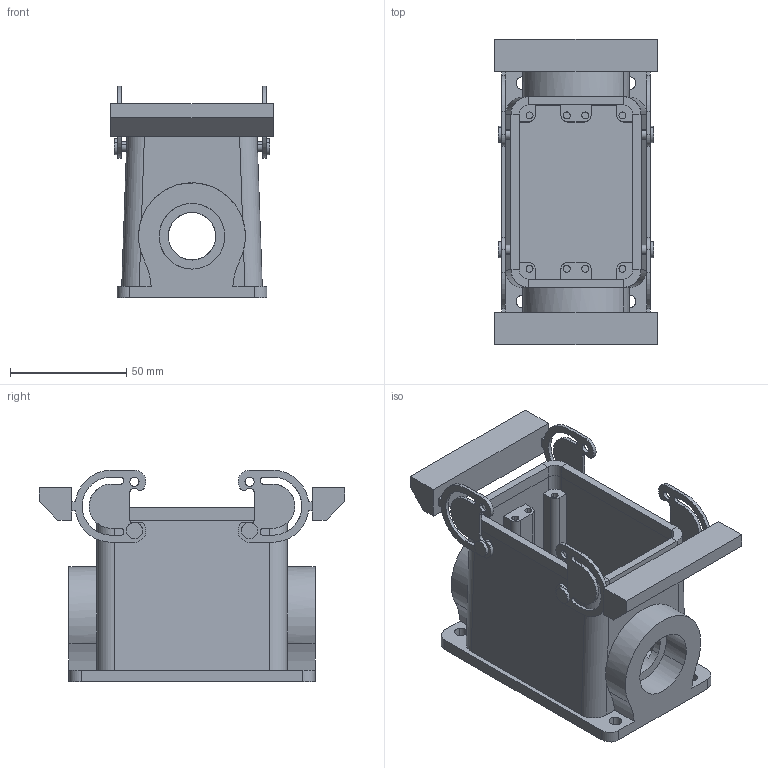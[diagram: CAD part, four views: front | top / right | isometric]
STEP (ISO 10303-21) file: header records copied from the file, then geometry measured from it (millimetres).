
FILE_DESCRIPTION(('CATIA V5 STEP Exchange','CAx-IF Rec.Pracs.--- Model Styling and Organization---1.4--- 2014-01-23'),'2;1');
FILE_NAME ('018411-3_2', '2019-07-25T14:19:11+00:00', ('none'), ('Weidmueller'), 'CATIA Version 5-6 Release 2016 SP3 HF44', 'CATIA V5 STEP AP214', 'none');
FILE_SCHEMA(('AUTOMOTIVE_DESIGN { 1 0 10303 214 1 1 1 1 }'));
Length unit declared in the file: millimetre
Products named in the file (1): 1665980000
Bounding box: 70 x 131.6 x 91.1 mm (x, y, z)
Volume: 176132.7 mm3; surface area: 71975.4 mm2
Topology: 2 solids, 2 shells, 307 faces, 834 edges, 546 vertices
Faces by surface type: plane 155, cylinder 152
Entity records: 9957 total; most frequent: CARTESIAN_POINT 2763, ORIENTED_EDGE 1668, DIRECTION 1111, EDGE_CURVE 834, VERTEX_POINT 546, VECTOR 490, LINE 490, AXIS2_PLACEMENT_3D 434
